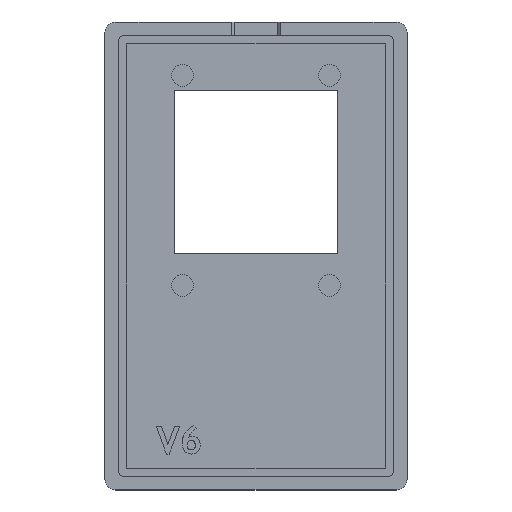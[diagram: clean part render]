
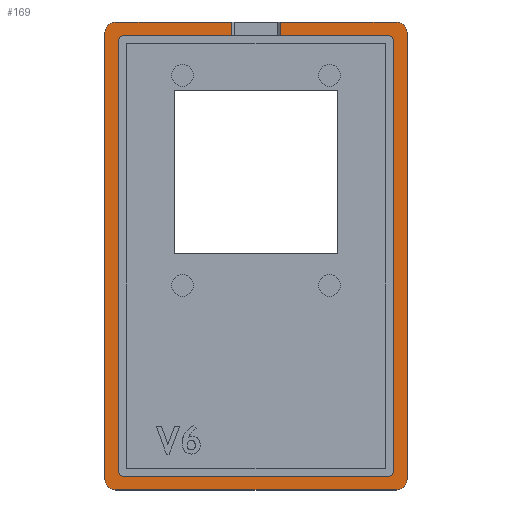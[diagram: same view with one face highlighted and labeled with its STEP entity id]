
A CAD part, top view. The second image highlights one B-rep face of the part: STEP entity #169.
In plain terms, the highlighted planar face has unit normal (0, 0, 1).
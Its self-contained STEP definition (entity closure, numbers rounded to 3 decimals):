
#40 = VERTEX_POINT('',#41);
#41 = CARTESIAN_POINT('',(-25.75,43.,2.));
#47 = EDGE_CURVE('',#40,#48,#50,.T.);
#48 = VERTEX_POINT('',#49);
#49 = CARTESIAN_POINT('',(-4.5,43.,2.));
#50 = LINE('',#51,#52);
#51 = CARTESIAN_POINT('',(-25.75,43.,2.));
#52 = VECTOR('',#53,1.);
#53 = DIRECTION('',(1.,0.,0.));
#101 = VERTEX_POINT('',#102);
#102 = CARTESIAN_POINT('',(-4.5,40.5,2.));
#110 = EDGE_CURVE('',#48,#101,#111,.T.);
#111 = LINE('',#112,#113);
#112 = CARTESIAN_POINT('',(-4.5,43.,2.));
#113 = VECTOR('',#114,1.);
#114 = DIRECTION('',(0.,-1.,0.));
#169 = ADVANCED_FACE('',(#170),#324,.T.);
#170 = FACE_BOUND('',#171,.T.);
#171 = EDGE_LOOP('',(#172,#182,#191,#199,#208,#216,#225,#233,#242,#248,
    #249,#250,#259,#267,#276,#284,#293,#301,#310,#318));
#172 = ORIENTED_EDGE('',*,*,#173,.T.);
#173 = EDGE_CURVE('',#174,#176,#178,.T.);
#174 = VERTEX_POINT('',#175);
#175 = CARTESIAN_POINT('',(4.5,40.5,2.));
#176 = VERTEX_POINT('',#177);
#177 = CARTESIAN_POINT('',(24.25,40.5,2.));
#178 = LINE('',#179,#180);
#179 = CARTESIAN_POINT('',(12.625,40.5,2.));
#180 = VECTOR('',#181,1.);
#181 = DIRECTION('',(1.,0.,0.));
#182 = ORIENTED_EDGE('',*,*,#183,.T.);
#183 = EDGE_CURVE('',#176,#184,#186,.T.);
#184 = VERTEX_POINT('',#185);
#185 = CARTESIAN_POINT('',(25.25,39.5,2.));
#186 = CIRCLE('',#187,1.);
#187 = AXIS2_PLACEMENT_3D('',#188,#189,#190);
#188 = CARTESIAN_POINT('',(24.25,39.5,2.));
#189 = DIRECTION('',(-0.,-0.,-1.));
#190 = DIRECTION('',(0.,-1.,0.));
#191 = ORIENTED_EDGE('',*,*,#192,.T.);
#192 = EDGE_CURVE('',#184,#193,#195,.T.);
#193 = VERTEX_POINT('',#194);
#194 = CARTESIAN_POINT('',(25.25,-39.5,2.));
#195 = LINE('',#196,#197);
#196 = CARTESIAN_POINT('',(25.25,-20.25,2.));
#197 = VECTOR('',#198,1.);
#198 = DIRECTION('',(0.,-1.,0.));
#199 = ORIENTED_EDGE('',*,*,#200,.F.);
#200 = EDGE_CURVE('',#201,#193,#203,.T.);
#201 = VERTEX_POINT('',#202);
#202 = CARTESIAN_POINT('',(24.25,-40.5,2.));
#203 = CIRCLE('',#204,1.);
#204 = AXIS2_PLACEMENT_3D('',#205,#206,#207);
#205 = CARTESIAN_POINT('',(24.25,-39.5,2.));
#206 = DIRECTION('',(-0.,0.,1.));
#207 = DIRECTION('',(0.,-1.,0.));
#208 = ORIENTED_EDGE('',*,*,#209,.T.);
#209 = EDGE_CURVE('',#201,#210,#212,.T.);
#210 = VERTEX_POINT('',#211);
#211 = CARTESIAN_POINT('',(-24.25,-40.5,2.));
#212 = LINE('',#213,#214);
#213 = CARTESIAN_POINT('',(-12.625,-40.5,2.));
#214 = VECTOR('',#215,1.);
#215 = DIRECTION('',(-1.,0.,0.));
#216 = ORIENTED_EDGE('',*,*,#217,.F.);
#217 = EDGE_CURVE('',#218,#210,#220,.T.);
#218 = VERTEX_POINT('',#219);
#219 = CARTESIAN_POINT('',(-25.25,-39.5,2.));
#220 = CIRCLE('',#221,1.);
#221 = AXIS2_PLACEMENT_3D('',#222,#223,#224);
#222 = CARTESIAN_POINT('',(-24.25,-39.5,2.));
#223 = DIRECTION('',(-0.,0.,1.));
#224 = DIRECTION('',(0.,-1.,0.));
#225 = ORIENTED_EDGE('',*,*,#226,.T.);
#226 = EDGE_CURVE('',#218,#227,#229,.T.);
#227 = VERTEX_POINT('',#228);
#228 = CARTESIAN_POINT('',(-25.25,39.5,2.));
#229 = LINE('',#230,#231);
#230 = CARTESIAN_POINT('',(-25.25,20.25,2.));
#231 = VECTOR('',#232,1.);
#232 = DIRECTION('',(0.,1.,0.));
#233 = ORIENTED_EDGE('',*,*,#234,.F.);
#234 = EDGE_CURVE('',#235,#227,#237,.T.);
#235 = VERTEX_POINT('',#236);
#236 = CARTESIAN_POINT('',(-24.25,40.5,2.));
#237 = CIRCLE('',#238,1.);
#238 = AXIS2_PLACEMENT_3D('',#239,#240,#241);
#239 = CARTESIAN_POINT('',(-24.25,39.5,2.));
#240 = DIRECTION('',(-0.,0.,1.));
#241 = DIRECTION('',(0.,-1.,0.));
#242 = ORIENTED_EDGE('',*,*,#243,.T.);
#243 = EDGE_CURVE('',#235,#101,#244,.T.);
#244 = LINE('',#245,#246);
#245 = CARTESIAN_POINT('',(12.625,40.5,2.));
#246 = VECTOR('',#247,1.);
#247 = DIRECTION('',(1.,0.,0.));
#248 = ORIENTED_EDGE('',*,*,#110,.F.);
#249 = ORIENTED_EDGE('',*,*,#47,.F.);
#250 = ORIENTED_EDGE('',*,*,#251,.T.);
#251 = EDGE_CURVE('',#40,#252,#254,.T.);
#252 = VERTEX_POINT('',#253);
#253 = CARTESIAN_POINT('',(-27.75,41.,2.));
#254 = CIRCLE('',#255,2.);
#255 = AXIS2_PLACEMENT_3D('',#256,#257,#258);
#256 = CARTESIAN_POINT('',(-25.75,41.,2.));
#257 = DIRECTION('',(0.,0.,1.));
#258 = DIRECTION('',(1.,0.,0.));
#259 = ORIENTED_EDGE('',*,*,#260,.F.);
#260 = EDGE_CURVE('',#261,#252,#263,.T.);
#261 = VERTEX_POINT('',#262);
#262 = CARTESIAN_POINT('',(-27.75,-41.,2.));
#263 = LINE('',#264,#265);
#264 = CARTESIAN_POINT('',(-27.75,-41.,2.));
#265 = VECTOR('',#266,1.);
#266 = DIRECTION('',(0.,1.,0.));
#267 = ORIENTED_EDGE('',*,*,#268,.T.);
#268 = EDGE_CURVE('',#261,#269,#271,.T.);
#269 = VERTEX_POINT('',#270);
#270 = CARTESIAN_POINT('',(-25.75,-43.,2.));
#271 = CIRCLE('',#272,2.);
#272 = AXIS2_PLACEMENT_3D('',#273,#274,#275);
#273 = CARTESIAN_POINT('',(-25.75,-41.,2.));
#274 = DIRECTION('',(0.,0.,1.));
#275 = DIRECTION('',(1.,0.,0.));
#276 = ORIENTED_EDGE('',*,*,#277,.F.);
#277 = EDGE_CURVE('',#278,#269,#280,.T.);
#278 = VERTEX_POINT('',#279);
#279 = CARTESIAN_POINT('',(25.75,-43.,2.));
#280 = LINE('',#281,#282);
#281 = CARTESIAN_POINT('',(25.75,-43.,2.));
#282 = VECTOR('',#283,1.);
#283 = DIRECTION('',(-1.,0.,0.));
#284 = ORIENTED_EDGE('',*,*,#285,.T.);
#285 = EDGE_CURVE('',#278,#286,#288,.T.);
#286 = VERTEX_POINT('',#287);
#287 = CARTESIAN_POINT('',(27.75,-41.,2.));
#288 = CIRCLE('',#289,2.);
#289 = AXIS2_PLACEMENT_3D('',#290,#291,#292);
#290 = CARTESIAN_POINT('',(25.75,-41.,2.));
#291 = DIRECTION('',(0.,0.,1.));
#292 = DIRECTION('',(1.,0.,0.));
#293 = ORIENTED_EDGE('',*,*,#294,.F.);
#294 = EDGE_CURVE('',#295,#286,#297,.T.);
#295 = VERTEX_POINT('',#296);
#296 = CARTESIAN_POINT('',(27.75,41.,2.));
#297 = LINE('',#298,#299);
#298 = CARTESIAN_POINT('',(27.75,41.,2.));
#299 = VECTOR('',#300,1.);
#300 = DIRECTION('',(0.,-1.,0.));
#301 = ORIENTED_EDGE('',*,*,#302,.T.);
#302 = EDGE_CURVE('',#295,#303,#305,.T.);
#303 = VERTEX_POINT('',#304);
#304 = CARTESIAN_POINT('',(25.75,43.,2.));
#305 = CIRCLE('',#306,2.);
#306 = AXIS2_PLACEMENT_3D('',#307,#308,#309);
#307 = CARTESIAN_POINT('',(25.75,41.,2.));
#308 = DIRECTION('',(0.,0.,1.));
#309 = DIRECTION('',(1.,0.,0.));
#310 = ORIENTED_EDGE('',*,*,#311,.F.);
#311 = EDGE_CURVE('',#312,#303,#314,.T.);
#312 = VERTEX_POINT('',#313);
#313 = CARTESIAN_POINT('',(4.5,43.,2.));
#314 = LINE('',#315,#316);
#315 = CARTESIAN_POINT('',(-25.75,43.,2.));
#316 = VECTOR('',#317,1.);
#317 = DIRECTION('',(1.,0.,0.));
#318 = ORIENTED_EDGE('',*,*,#319,.T.);
#319 = EDGE_CURVE('',#312,#174,#320,.T.);
#320 = LINE('',#321,#322);
#321 = CARTESIAN_POINT('',(4.5,43.,2.));
#322 = VECTOR('',#323,1.);
#323 = DIRECTION('',(0.,-1.,0.));
#324 = PLANE('',#325);
#325 = AXIS2_PLACEMENT_3D('',#326,#327,#328);
#326 = CARTESIAN_POINT('',(0.,0.,2.));
#327 = DIRECTION('',(0.,0.,1.));
#328 = DIRECTION('',(1.,0.,0.));
